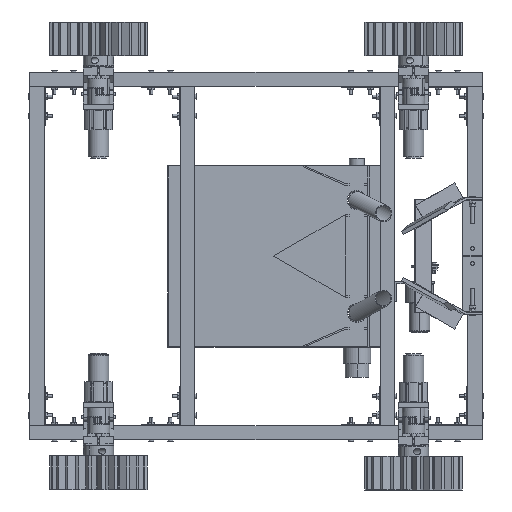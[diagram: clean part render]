
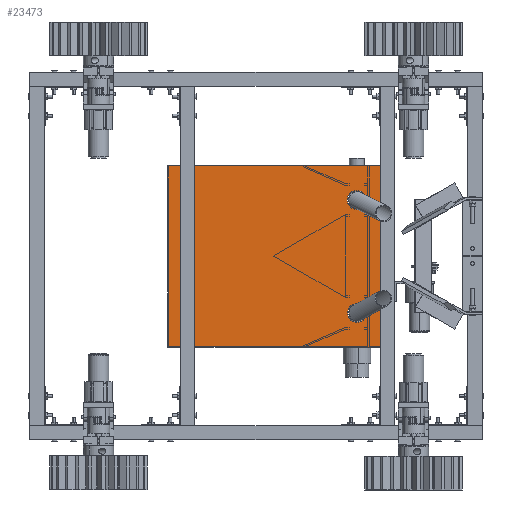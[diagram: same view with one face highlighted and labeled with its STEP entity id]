
A CAD part, front view. The second image highlights one B-rep face of the part: STEP entity #23473.
In plain terms, the highlighted face is planar.
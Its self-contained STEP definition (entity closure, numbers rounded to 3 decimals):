
#662 = DIRECTION ( 'NONE',  ( -1., 0., 0. ) ) ;
#1487 = VECTOR ( 'NONE', #2736, 1000. ) ;
#2158 = VERTEX_POINT ( 'NONE', #26788 ) ;
#2273 = DIRECTION ( 'NONE',  ( 1., 0., 0. ) ) ;
#2697 = AXIS2_PLACEMENT_3D ( 'NONE', #13261, #3731, #15896 ) ;
#2736 = DIRECTION ( 'NONE',  ( 0., 1., 0. ) ) ;
#3633 = ORIENTED_EDGE ( 'NONE', *, *, #11803, .T. ) ;
#3731 = DIRECTION ( 'NONE',  ( 0., 0., 1. ) ) ;
#3799 = PLANE ( 'NONE',  #11736 ) ;
#5290 = EDGE_CURVE ( 'NONE', #20963, #2158, #11104, .T. ) ;
#5909 = CIRCLE ( 'NONE', #13734, 12.5 ) ;
#6801 = CARTESIAN_POINT ( 'NONE',  ( 240.5, 300.5, -0.5 ) ) ;
#6804 = ORIENTED_EDGE ( 'NONE', *, *, #18484, .T. ) ;
#6973 = VERTEX_POINT ( 'NONE', #19448 ) ;
#7984 = VERTEX_POINT ( 'NONE', #11819 ) ;
#8032 = CARTESIAN_POINT ( 'NONE',  ( 32.5, 50., -0.5 ) ) ;
#8136 = DIRECTION ( 'NONE',  ( 0., 0., 1. ) ) ;
#8190 = CARTESIAN_POINT ( 'NONE',  ( 240.5, -0.5, -0.5 ) ) ;
#8389 = ORIENTED_EDGE ( 'NONE', *, *, #27314, .T. ) ;
#8729 = FACE_OUTER_BOUND ( 'NONE', #21383, .T. ) ;
#8892 = ORIENTED_EDGE ( 'NONE', *, *, #27863, .T. ) ;
#10177 = DIRECTION ( 'NONE',  ( 0., 0., 1. ) ) ;
#10851 = EDGE_CURVE ( 'NONE', #27448, #6973, #13132, .T. ) ;
#10872 = ORIENTED_EDGE ( 'NONE', *, *, #10851, .T. ) ;
#10907 = VECTOR ( 'NONE', #27798, 1000. ) ;
#11104 = CIRCLE ( 'NONE', #11648, 12.5 ) ;
#11190 = FACE_BOUND ( 'NONE', #25643, .T. ) ;
#11294 = VERTEX_POINT ( 'NONE', #6801 ) ;
#11648 = AXIS2_PLACEMENT_3D ( 'NONE', #16813, #10177, #24532 ) ;
#11736 = AXIS2_PLACEMENT_3D ( 'NONE', #24178, #26500, #24025 ) ;
#11803 = EDGE_CURVE ( 'NONE', #27301, #7984, #31661, .T. ) ;
#11819 = CARTESIAN_POINT ( 'NONE',  ( 57.5, 50., -0.5 ) ) ;
#12453 = CARTESIAN_POINT ( 'NONE',  ( 45., 50., -0.5 ) ) ;
#13132 = LINE ( 'NONE', #23187, #25831 ) ;
#13261 = CARTESIAN_POINT ( 'NONE',  ( 45., 50., -0.5 ) ) ;
#13460 = VECTOR ( 'NONE', #16945, 1000. ) ;
#13734 = AXIS2_PLACEMENT_3D ( 'NONE', #12453, #24816, #2273 ) ;
#15354 = ORIENTED_EDGE ( 'NONE', *, *, #21145, .T. ) ;
#15896 = DIRECTION ( 'NONE',  ( 1., 0., 0. ) ) ;
#15946 = EDGE_LOOP ( 'NONE', ( #15354, #3633 ) ) ;
#16813 = CARTESIAN_POINT ( 'NONE',  ( 195., 49.5, -0.5 ) ) ;
#16945 = DIRECTION ( 'NONE',  ( 0., -1., 0. ) ) ;
#18484 = EDGE_CURVE ( 'NONE', #2158, #20963, #23524, .T. ) ;
#18983 = DIRECTION ( 'NONE',  ( 1., 0., 0. ) ) ;
#19016 = CARTESIAN_POINT ( 'NONE',  ( 182.5, 49.5, -0.5 ) ) ;
#19428 = CARTESIAN_POINT ( 'NONE',  ( 240.5, 300.5, -0.5 ) ) ;
#19448 = CARTESIAN_POINT ( 'NONE',  ( -0.5, -0.5, -0.5 ) ) ;
#19922 = LINE ( 'NONE', #29938, #10907 ) ;
#20963 = VERTEX_POINT ( 'NONE', #19016 ) ;
#21145 = EDGE_CURVE ( 'NONE', #7984, #27301, #5909, .T. ) ;
#21383 = EDGE_LOOP ( 'NONE', ( #27571, #10872, #8892, #8389 ) ) ;
#21406 = FACE_BOUND ( 'NONE', #15946, .T. ) ;
#23187 = CARTESIAN_POINT ( 'NONE',  ( 240.5, -0.5, -0.5 ) ) ;
#23473 = ADVANCED_FACE ( 'NONE', ( #11190, #21406, #8729 ), #3799, .T. ) ;
#23524 = CIRCLE ( 'NONE', #29831, 12.5 ) ;
#24025 = DIRECTION ( 'NONE',  ( -1., 0., 0. ) ) ;
#24119 = VERTEX_POINT ( 'NONE', #31314 ) ;
#24178 = CARTESIAN_POINT ( 'NONE',  ( 0., 0., -0.5 ) ) ;
#24349 = LINE ( 'NONE', #19428, #13460 ) ;
#24532 = DIRECTION ( 'NONE',  ( 1., 0., 0. ) ) ;
#24816 = DIRECTION ( 'NONE',  ( 0., 0., 1. ) ) ;
#25643 = EDGE_LOOP ( 'NONE', ( #6804, #29976 ) ) ;
#25831 = VECTOR ( 'NONE', #662, 1000. ) ;
#26500 = DIRECTION ( 'NONE',  ( 0., 0., -1. ) ) ;
#26539 = EDGE_CURVE ( 'NONE', #11294, #27448, #24349, .T. ) ;
#26788 = CARTESIAN_POINT ( 'NONE',  ( 207.5, 49.5, -0.5 ) ) ;
#27301 = VERTEX_POINT ( 'NONE', #8032 ) ;
#27314 = EDGE_CURVE ( 'NONE', #24119, #11294, #19922, .T. ) ;
#27448 = VERTEX_POINT ( 'NONE', #8190 ) ;
#27571 = ORIENTED_EDGE ( 'NONE', *, *, #26539, .T. ) ;
#27798 = DIRECTION ( 'NONE',  ( 1., 0., 0. ) ) ;
#27863 = EDGE_CURVE ( 'NONE', #6973, #24119, #32355, .T. ) ;
#29831 = AXIS2_PLACEMENT_3D ( 'NONE', #30696, #8136, #18983 ) ;
#29938 = CARTESIAN_POINT ( 'NONE',  ( 240.5, 300.5, -0.5 ) ) ;
#29976 = ORIENTED_EDGE ( 'NONE', *, *, #5290, .T. ) ;
#30396 = CARTESIAN_POINT ( 'NONE',  ( -0.5, 300.5, -0.5 ) ) ;
#30696 = CARTESIAN_POINT ( 'NONE',  ( 195., 49.5, -0.5 ) ) ;
#31314 = CARTESIAN_POINT ( 'NONE',  ( -0.5, 300.5, -0.5 ) ) ;
#31661 = CIRCLE ( 'NONE', #2697, 12.5 ) ;
#32355 = LINE ( 'NONE', #30396, #1487 ) ;
